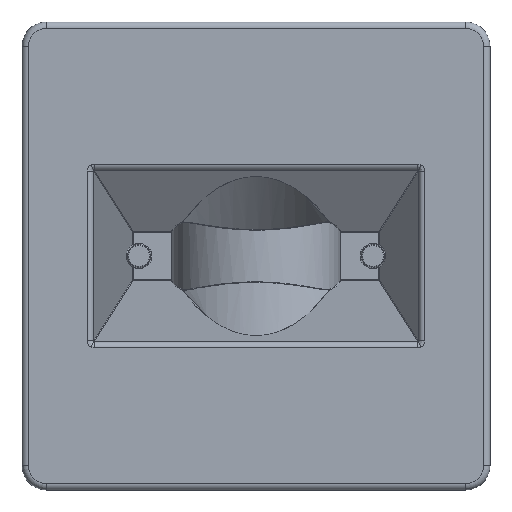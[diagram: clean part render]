
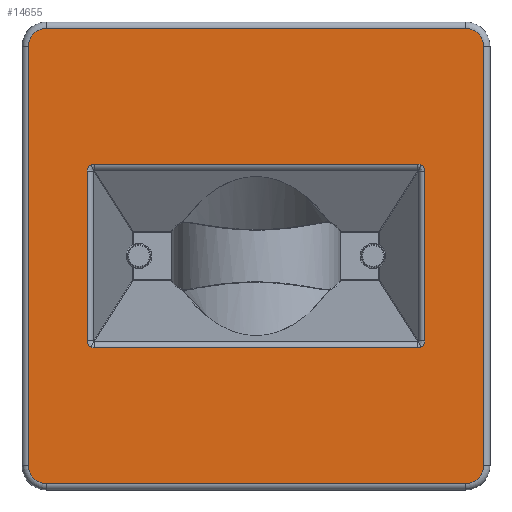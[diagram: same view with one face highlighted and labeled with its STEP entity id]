
A CAD part, front view. The second image highlights one B-rep face of the part: STEP entity #14655.
In plain terms, the highlighted planar face has unit normal (0, -1, 0).
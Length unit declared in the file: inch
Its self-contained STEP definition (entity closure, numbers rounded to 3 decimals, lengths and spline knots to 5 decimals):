
#105=CARTESIAN_POINT('',(2.12045,0.,1.16452));
#106=VERTEX_POINT('',#105);
#114=CARTESIAN_POINT('',(2.07381,0.0,1.178));
#115=VERTEX_POINT('',#114);
#116=CARTESIAN_POINT('',(2.07491,0.,1.10129));
#117=DIRECTION('',(0.,1.0,0.));
#118=DIRECTION('',(0.995,0.,-0.098));
#119=AXIS2_PLACEMENT_3D('',#116,#117,#118);
#120=ELLIPSE('',#119,0.0821,0.07665);
#121=EDGE_CURVE('',#115,#106,#120,.T.);
#173=CARTESIAN_POINT('',(2.12045,0.,-1.16452));
#174=VERTEX_POINT('',#173);
#182=CARTESIAN_POINT('',(2.161,0.0,-1.08893));
#183=VERTEX_POINT('',#182);
#184=CARTESIAN_POINT('',(2.161,0.,-1.08893));
#185=CARTESIAN_POINT('',(2.161,0.,-1.10357));
#186=CARTESIAN_POINT('',(2.15741,0.,-1.11896));
#187=CARTESIAN_POINT('',(2.15023,0.,-1.13234));
#188=CARTESIAN_POINT('',(2.14305,0.,-1.14573));
#189=CARTESIAN_POINT('',(2.13238,0.,-1.15693));
#190=CARTESIAN_POINT('',(2.12045,0.,-1.16452));
#191=B_SPLINE_CURVE_WITH_KNOTS('',3,(#184,#185,#186,#187,#188,#189,#190),.UNSPECIFIED.,.F.,.U.,(4,3,4),(5.30222,5.79271,6.28319),.UNSPECIFIED.);
#192=EDGE_CURVE('',#183,#174,#191,.T.);
#244=CARTESIAN_POINT('',(-2.12045,0.,1.16452));
#245=VERTEX_POINT('',#244);
#253=CARTESIAN_POINT('',(-2.161,0.0,1.08893));
#254=VERTEX_POINT('',#253);
#255=CARTESIAN_POINT('',(-2.161,0.,1.08893));
#256=CARTESIAN_POINT('',(-2.161,0.,1.10357));
#257=CARTESIAN_POINT('',(-2.15741,0.,1.11896));
#258=CARTESIAN_POINT('',(-2.15023,0.,1.13234));
#259=CARTESIAN_POINT('',(-2.14305,0.,1.14573));
#260=CARTESIAN_POINT('',(-2.13238,0.,1.15693));
#261=CARTESIAN_POINT('',(-2.12045,0.,1.16452));
#262=B_SPLINE_CURVE_WITH_KNOTS('',3,(#255,#256,#257,#258,#259,#260,#261),.UNSPECIFIED.,.F.,.U.,(4,3,4),(5.30222,5.79271,6.28319),.UNSPECIFIED.);
#263=EDGE_CURVE('',#254,#245,#262,.T.);
#306=CARTESIAN_POINT('',(-2.12045,0.,-1.16452));
#307=VERTEX_POINT('',#306);
#315=CARTESIAN_POINT('',(-2.07381,0.0,-1.178));
#316=VERTEX_POINT('',#315);
#317=CARTESIAN_POINT('',(-2.07491,0.,-1.10129));
#318=DIRECTION('',(0.0,1.0,0.0));
#319=DIRECTION('',(0.995,0.0,-0.098));
#320=AXIS2_PLACEMENT_3D('',#317,#318,#319);
#321=ELLIPSE('',#320,0.0821,0.07665);
#322=EDGE_CURVE('',#316,#307,#321,.T.);
#14508=CARTESIAN_POINT('',(-2.175,0.0,-1.2));
#14509=DIRECTION('',(0.0,1.0,0.0));
#14510=DIRECTION('',(0.0,0.0,1.0));
#14511=AXIS2_PLACEMENT_3D('',#14508,#14509,#14510);
#14512=PLANE('',#14511);
#14513=CARTESIAN_POINT('',(-2.6875,0.0,2.92));
#14514=VERTEX_POINT('',#14513);
#14515=CARTESIAN_POINT('',(-2.92,0.0,2.6875));
#14516=VERTEX_POINT('',#14515);
#14517=CARTESIAN_POINT('',(-2.6875,0.0,2.6875));
#14518=DIRECTION('',(0.0,-1.0,0.0));
#14519=DIRECTION('',(0.0,0.0,1.0));
#14520=AXIS2_PLACEMENT_3D('',#14517,#14518,#14519);
#14521=CIRCLE('',#14520,0.2325);
#14522=EDGE_CURVE('',#14514,#14516,#14521,.T.);
#14523=ORIENTED_EDGE('',*,*,#14522,.T.);
#14524=CARTESIAN_POINT('',(-2.92,0.0,-2.6875));
#14525=VERTEX_POINT('',#14524);
#14526=CARTESIAN_POINT('',(-2.92,0.0,2.6875));
#14527=DIRECTION('',(0.0,0.0,-1.0));
#14528=VECTOR('',#14527,5.375);
#14529=LINE('',#14526,#14528);
#14530=EDGE_CURVE('',#14516,#14525,#14529,.T.);
#14531=ORIENTED_EDGE('',*,*,#14530,.T.);
#14532=CARTESIAN_POINT('',(-2.6875,0.0,-2.92));
#14533=VERTEX_POINT('',#14532);
#14534=CARTESIAN_POINT('',(-2.6875,0.0,-2.6875));
#14535=DIRECTION('',(0.0,-1.0,0.0));
#14536=DIRECTION('',(0.0,0.0,1.0));
#14537=AXIS2_PLACEMENT_3D('',#14534,#14535,#14536);
#14538=CIRCLE('',#14537,0.2325);
#14539=EDGE_CURVE('',#14525,#14533,#14538,.T.);
#14540=ORIENTED_EDGE('',*,*,#14539,.T.);
#14541=CARTESIAN_POINT('',(2.6875,0.0,-2.92));
#14542=VERTEX_POINT('',#14541);
#14543=CARTESIAN_POINT('',(-2.6875,0.0,-2.92));
#14544=DIRECTION('',(1.0,0.0,0.0));
#14545=VECTOR('',#14544,5.375);
#14546=LINE('',#14543,#14545);
#14547=EDGE_CURVE('',#14533,#14542,#14546,.T.);
#14548=ORIENTED_EDGE('',*,*,#14547,.T.);
#14549=CARTESIAN_POINT('',(2.92,0.0,-2.6875));
#14550=VERTEX_POINT('',#14549);
#14551=CARTESIAN_POINT('',(2.6875,0.0,-2.6875));
#14552=DIRECTION('',(0.0,-1.0,0.0));
#14553=DIRECTION('',(0.0,0.0,1.0));
#14554=AXIS2_PLACEMENT_3D('',#14551,#14552,#14553);
#14555=CIRCLE('',#14554,0.2325);
#14556=EDGE_CURVE('',#14542,#14550,#14555,.T.);
#14557=ORIENTED_EDGE('',*,*,#14556,.T.);
#14558=CARTESIAN_POINT('',(2.92,0.0,2.6875));
#14559=VERTEX_POINT('',#14558);
#14560=CARTESIAN_POINT('',(2.92,0.0,-2.6875));
#14561=DIRECTION('',(0.0,0.0,1.0));
#14562=VECTOR('',#14561,5.375);
#14563=LINE('',#14560,#14562);
#14564=EDGE_CURVE('',#14550,#14559,#14563,.T.);
#14565=ORIENTED_EDGE('',*,*,#14564,.T.);
#14566=CARTESIAN_POINT('',(2.6875,0.0,2.92));
#14567=VERTEX_POINT('',#14566);
#14568=CARTESIAN_POINT('',(2.6875,0.0,2.6875));
#14569=DIRECTION('',(0.0,-1.0,0.0));
#14570=DIRECTION('',(0.0,0.0,1.0));
#14571=AXIS2_PLACEMENT_3D('',#14568,#14569,#14570);
#14572=CIRCLE('',#14571,0.2325);
#14573=EDGE_CURVE('',#14559,#14567,#14572,.T.);
#14574=ORIENTED_EDGE('',*,*,#14573,.T.);
#14575=CARTESIAN_POINT('',(2.6875,0.0,2.92));
#14576=DIRECTION('',(-1.0,0.0,0.0));
#14577=VECTOR('',#14576,5.375);
#14578=LINE('',#14575,#14577);
#14579=EDGE_CURVE('',#14567,#14514,#14578,.T.);
#14580=ORIENTED_EDGE('',*,*,#14579,.T.);
#14581=EDGE_LOOP('',(#14523,#14531,#14540,#14548,#14557,#14565,#14574,#14580));
#14582=FACE_OUTER_BOUND('',#14581,.T.);
#14583=CARTESIAN_POINT('',(-2.07381,0.0,1.178));
#14584=VERTEX_POINT('',#14583);
#14585=CARTESIAN_POINT('',(-2.07381,0.0,1.178));
#14586=DIRECTION('',(1.0,0.0,0.0));
#14587=VECTOR('',#14586,4.14762);
#14588=LINE('',#14585,#14587);
#14589=EDGE_CURVE('',#14584,#115,#14588,.T.);
#14590=ORIENTED_EDGE('',*,*,#14589,.T.);
#14591=ORIENTED_EDGE('',*,*,#121,.T.);
#14592=CARTESIAN_POINT('',(2.161,0.0,1.08893));
#14593=VERTEX_POINT('',#14592);
#14594=CARTESIAN_POINT('',(2.12045,0.,1.16452));
#14595=CARTESIAN_POINT('',(2.13238,0.,1.15693));
#14596=CARTESIAN_POINT('',(2.14305,0.,1.14573));
#14597=CARTESIAN_POINT('',(2.15023,0.,1.13234));
#14598=CARTESIAN_POINT('',(2.15741,0.,1.11896));
#14599=CARTESIAN_POINT('',(2.161,0.,1.10357));
#14600=CARTESIAN_POINT('',(2.161,0.,1.08893));
#14601=B_SPLINE_CURVE_WITH_KNOTS('',3,(#14594,#14595,#14596,#14597,#14598,#14599,#14600),.UNSPECIFIED.,.F.,.U.,(4,3,4),(0.0,0.49047,0.98096),.UNSPECIFIED.);
#14602=EDGE_CURVE('',#106,#14593,#14601,.T.);
#14603=ORIENTED_EDGE('',*,*,#14602,.T.);
#14604=CARTESIAN_POINT('',(2.161,0.0,1.08893));
#14605=DIRECTION('',(0.0,0.0,-1.0));
#14606=VECTOR('',#14605,2.17785);
#14607=LINE('',#14604,#14606);
#14608=EDGE_CURVE('',#14593,#183,#14607,.T.);
#14609=ORIENTED_EDGE('',*,*,#14608,.T.);
#14610=ORIENTED_EDGE('',*,*,#192,.T.);
#14611=CARTESIAN_POINT('',(2.07381,0.0,-1.178));
#14612=VERTEX_POINT('',#14611);
#14613=CARTESIAN_POINT('',(2.07491,0.,-1.10129));
#14614=DIRECTION('',(0.,1.0,0.));
#14615=DIRECTION('',(0.995,0.,0.098));
#14616=AXIS2_PLACEMENT_3D('',#14613,#14614,#14615);
#14617=ELLIPSE('',#14616,0.0821,0.07665);
#14618=EDGE_CURVE('',#174,#14612,#14617,.T.);
#14619=ORIENTED_EDGE('',*,*,#14618,.T.);
#14620=CARTESIAN_POINT('',(2.07381,0.0,-1.178));
#14621=DIRECTION('',(-1.0,0.0,0.0));
#14622=VECTOR('',#14621,4.14762);
#14623=LINE('',#14620,#14622);
#14624=EDGE_CURVE('',#14612,#316,#14623,.T.);
#14625=ORIENTED_EDGE('',*,*,#14624,.T.);
#14626=ORIENTED_EDGE('',*,*,#322,.T.);
#14627=CARTESIAN_POINT('',(-2.161,0.0,-1.08893));
#14628=VERTEX_POINT('',#14627);
#14629=CARTESIAN_POINT('',(-2.12045,0.,-1.16452));
#14630=CARTESIAN_POINT('',(-2.13238,0.,-1.15693));
#14631=CARTESIAN_POINT('',(-2.14305,0.,-1.14573));
#14632=CARTESIAN_POINT('',(-2.15023,0.,-1.13234));
#14633=CARTESIAN_POINT('',(-2.15741,0.,-1.11896));
#14634=CARTESIAN_POINT('',(-2.161,0.,-1.10357));
#14635=CARTESIAN_POINT('',(-2.161,0.,-1.08893));
#14636=B_SPLINE_CURVE_WITH_KNOTS('',3,(#14629,#14630,#14631,#14632,#14633,#14634,#14635),.UNSPECIFIED.,.F.,.U.,(4,3,4),(0.0,0.49047,0.98096),.UNSPECIFIED.);
#14637=EDGE_CURVE('',#307,#14628,#14636,.T.);
#14638=ORIENTED_EDGE('',*,*,#14637,.T.);
#14639=CARTESIAN_POINT('',(-2.161,0.0,-1.08893));
#14640=DIRECTION('',(0.0,0.0,1.0));
#14641=VECTOR('',#14640,2.17785);
#14642=LINE('',#14639,#14641);
#14643=EDGE_CURVE('',#14628,#254,#14642,.T.);
#14644=ORIENTED_EDGE('',*,*,#14643,.T.);
#14645=ORIENTED_EDGE('',*,*,#263,.T.);
#14646=CARTESIAN_POINT('',(-2.07491,0.,1.10129));
#14647=DIRECTION('',(0.,1.0,0.));
#14648=DIRECTION('',(0.995,0.,0.098));
#14649=AXIS2_PLACEMENT_3D('',#14646,#14647,#14648);
#14650=ELLIPSE('',#14649,0.0821,0.07665);
#14651=EDGE_CURVE('',#245,#14584,#14650,.T.);
#14652=ORIENTED_EDGE('',*,*,#14651,.T.);
#14653=EDGE_LOOP('',(#14590,#14591,#14603,#14609,#14610,#14619,#14625,#14626,#14638,#14644,#14645,#14652));
#14654=FACE_BOUND('',#14653,.T.);
#14655=ADVANCED_FACE('',(#14582,#14654),#14512,.F.);
